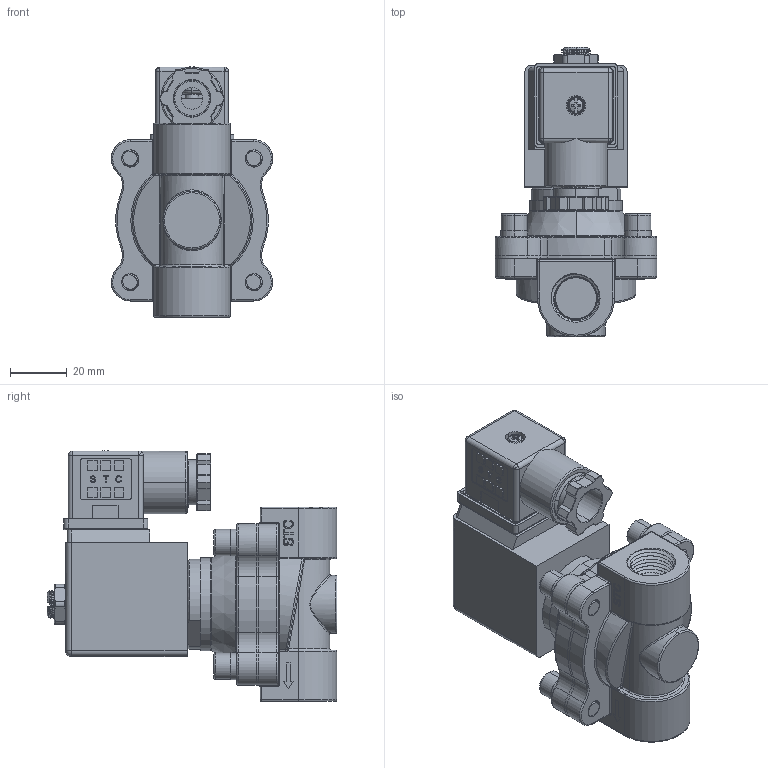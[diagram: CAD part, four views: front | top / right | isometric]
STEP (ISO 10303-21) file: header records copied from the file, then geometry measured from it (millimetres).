
FILE_DESCRIPTION (( 'STEP AP214' ), '1' );
FILE_NAME ('2W160-3-8.STEP', '2018-11-08T19:45:08', ( '' ), ( '' ), 'SwSTEP 2.0', 'SolidWorks 2016', '' );
FILE_SCHEMA (( 'AUTOMOTIVE_DESIGN' ));
Length unit declared in the file: millimetre
Products named in the file (1): 2W160-3-8
Bounding box: 56.68 x 101.8 x 88.13 mm (x, y, z)
Volume: 170867.9 mm3; surface area: 68595.7 mm2
Topology: 23 solids, 23 shells, 1763 faces, 4844 edges, 3170 vertices
Faces by surface type: cylinder 725, plane 665, bspline 153, cone 100, torus 85, sphere 35
Entity records: 126338 total; most frequent: CARTESIAN_POINT 65205, ORIENTED_EDGE 9646, DIRECTION 7325, EDGE_CURVE 4823, VERTEX_POINT 3168, AXIS2_PLACEMENT_3D 2457, LINE 2411, VECTOR 2411
